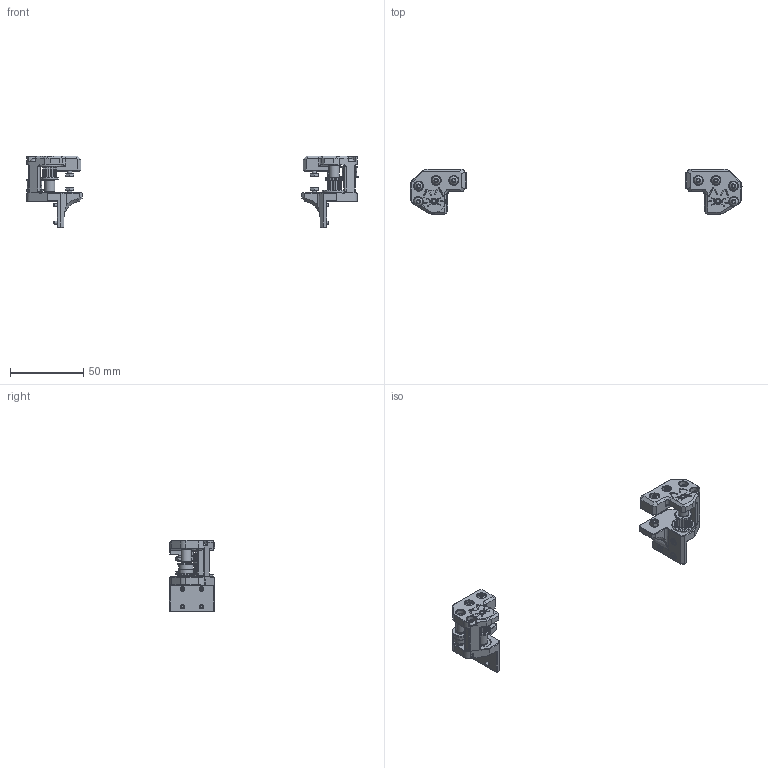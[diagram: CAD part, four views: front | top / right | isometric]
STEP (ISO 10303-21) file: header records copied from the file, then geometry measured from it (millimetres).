
FILE_DESCRIPTION(/* description */ (''),/* implementation_level */ '2;1');
FILE_NAME(/* name */ 'V0.2R1 Kitty Live Idlers v4.step',/* time_stamp */ '2025-08-14T21:11:52+01:00',/* author */ (''),/* organization */ (''),/* preprocessor_version */ 'ST-DEVELOPER v20.1',/* originating_system */ 'Autodesk Translation Framework v14.10.0.0',/* authorisation */ '');
FILE_SCHEMA (('AUTOMOTIVE_DESIGN { 1 0 10303 214 3 1 1 }'));
Products named in the file (44): V0.2R1 OEM Live Idlers; XY Joint Left; Printed Parts (11); Spacers; XY Joint Left Upper; XY Joint Left Lower; Idler_Tool (1); Hardware (11); Screws (14); Bearing Stacks (4); F623 Stack (4); F623 Stack (1) (1); Threaded Inserts (6); Nuts (23); GT2-16 ; Pulley; Pulley Flange; XY Joint Right; Printed Parts (14); XY Joint Right Upper; XY Joint Right Lower; Spacers (1); Idler_Tool; Hardware (13); Screws (26); M3x25 BHCS; M3x6 BHCS (4); M2x6 FHCS; M3x12 BHCS (3); Threaded Inserts (9); M3 Threaded Insert (4); Bearing Stacks (5); F623 Stack (4)_1; F623-RS (2); M3 Washer (4); F623 Stack (4) (1); F623-RS (2) (2); M3 Washer (4) (1); Nuts (23)_1; M3 Hexnut (7) ...
Assembly tree (83 placements, depth 6):
  V0.2R1 OEM Live Idlers
    XY Joint Left
      Printed Parts (11)
        Spacers
        XY Joint Left Upper
        XY Joint Left Lower
        Idler_Tool (1)
      Hardware (11)
        Screws (14)
          M3x12 BHCS (3)  x2
          M3x25 BHCS  x2
          M2x6 FHCS  x4
          M3x6 BHCS (4)
        Bearing Stacks (4)
          F623 Stack (4)
            F623-RS (2)  x2
            M3 Washer (4)  x2
          F623 Stack (1) (1)
            F623-RS (2)  x2
            M3 Washer (4)  x4
        Threaded Inserts (6)
          M3 Threaded Insert (4)  x2
        Nuts (23)
          M3 Hexnut (7)  x3
        GT2-16 
          Pulley
          Pulley Flange  x2
    XY Joint Right
      Printed Parts (14)
        XY Joint Right Upper
        XY Joint Right Lower
        Spacers (1)
        Idler_Tool
      Hardware (13)
        Screws (26)
          M3x12 BHCS (3)  x2
          M3x25 BHCS  x2
          M3x6 BHCS (4)
          M2x6 FHCS  x4
        Threaded Inserts (9)
          M3 Threaded Insert (4)  x2
        Bearing Stacks (5)
          F623 Stack (4)_1
            F623-RS (2)  x2
            M3 Washer (4)  x4
          F623 Stack (4) (1)
            F623-RS (2) (2)  x2
            M3 Washer (4) (1)  x2
        Nuts (23)_1
          M3 Hexnut (7)  x3
        GT2-16 _1
          Pulley_1
          Pulley Flange_1  x2
        Pin 3x30mm
Bounding box: 226.7 x 30.77 x 48.8 mm (x, y, z)
Volume: 35106.8 mm3; surface area: 29939.1 mm2
Topology: 74 solids, 74 shells, 2612 faces, 6500 edges, 4090 vertices
Faces by surface type: cylinder 750, plane 694, bspline 634, cone 476, torus 48, sphere 10
Full cylindrical faces by diameter (mm): 2 x8, 2.2 x8, 3 x32, 3.2 x22, 3.4 x4, 3.6 x6, 4 x10, 4.1 x2, 4.5 x6, 4.6 x4, 5.05 x4, 5.16 x4, 5.56 x4, 5.7 x10, 6 x8, 6.06 x16, 6.8 x8, 6.94 x16, 7 x16, 9.4 x2, 10 x8, 10.1 x4, 11.5 x4, 11.7 x8, 11.8 x4, 12 x2, 16 x2
Entity records: 53447 total; most frequent: CARTESIAN_POINT 19871, DIRECTION 7042, ORIENTED_EDGE 6768, EDGE_CURVE 3384, AXIS2_PLACEMENT_3D 2715, VERTEX_POINT 2128, LINE 1612, VECTOR 1612
